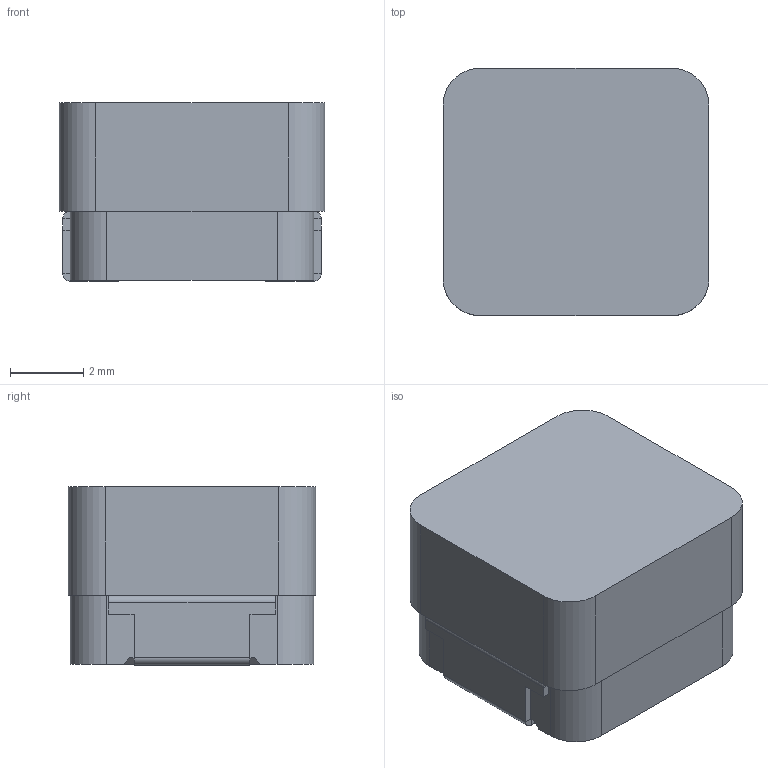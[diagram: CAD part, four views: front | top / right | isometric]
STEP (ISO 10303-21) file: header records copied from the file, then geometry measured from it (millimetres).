
FILE_DESCRIPTION(('FreeCAD Model'),'2;1');
FILE_NAME('Combine1.step','2017-05-22T14:59:55',( 'kicad StepUp'),('ksu MCAD'),'Open CASCADE STEP processor 6.8', 'FreeCAD','Unknown');
FILE_SCHEMA(('AUTOMOTIVE_DESIGN_CC2 { 1 2 10303 214 -1 1 5 4 }'));
Length unit declared in the file: millimetre
Products named in the file (2): ASSEMBLY; Combine1
Assembly tree (1 placements, depth 2):
  ASSEMBLY
    Combine1
Bounding box: 7.28 x 6.77 x 4.89 mm (x, y, z)
Volume: 228.8 mm3; surface area: 229.6 mm2
Topology: 1 solids, 1 shells, 63 faces, 164 edges, 104 vertices
Faces by surface type: plane 51, cylinder 12
Entity records: 2366 total; most frequent: CARTESIAN_POINT 333, ORIENTED_EDGE 328, DIRECTION 318, EDGE_CURVE 164, LINE 140, VECTOR 140, VERTEX_POINT 104, AXIS2_PLACEMENT_3D 89
